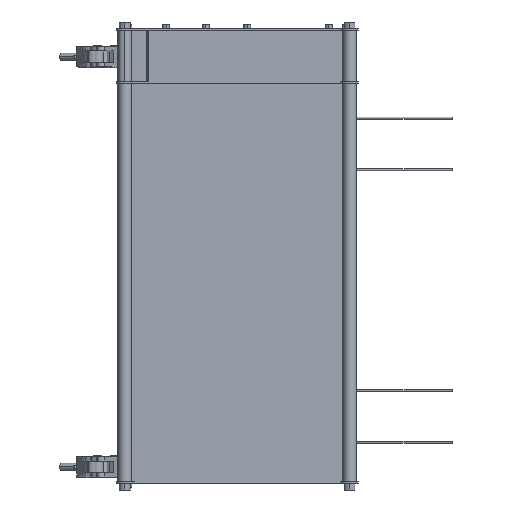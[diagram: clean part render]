
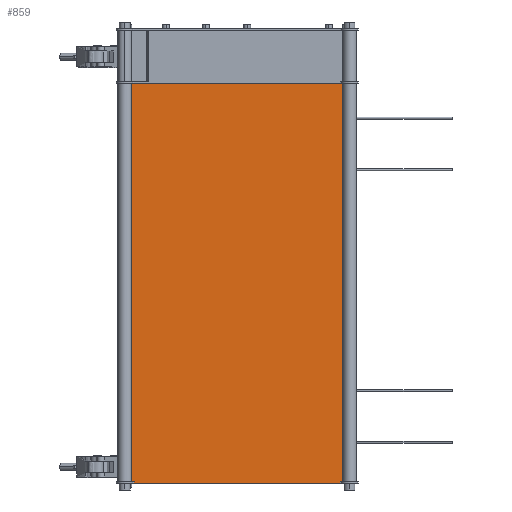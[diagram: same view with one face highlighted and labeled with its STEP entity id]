
A CAD part, left-side view. The second image highlights one B-rep face of the part: STEP entity #859.
In plain terms, the highlighted planar face has unit normal (-1, 0, 0).
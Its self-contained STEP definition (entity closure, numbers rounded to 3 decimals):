
#329 = CARTESIAN_POINT ( 'NONE',  ( -97.185, 250.431, -557.877 ) ) ;
#859 = ADVANCED_FACE ( 'NONE', ( #12811 ), #12500, .F. ) ;
#997 = VERTEX_POINT ( 'NONE', #5471 ) ;
#1054 = VECTOR ( 'NONE', #15617, 1000. ) ;
#1549 = LINE ( 'NONE', #8097, #1054 ) ;
#1727 = DIRECTION ( 'NONE',  ( 0., 0., 1. ) ) ;
#2166 = DIRECTION ( 'NONE',  ( 1., 0., 0. ) ) ;
#2252 = DIRECTION ( 'NONE',  ( 0., 1., 0. ) ) ;
#2258 = ORIENTED_EDGE ( 'NONE', *, *, #10275, .F. ) ;
#2351 = CARTESIAN_POINT ( 'NONE',  ( -97.185, 254.516, -555.877 ) ) ;
#2414 = DIRECTION ( 'NONE',  ( 0., 0., 1. ) ) ;
#2660 = LINE ( 'NONE', #5231, #10642 ) ;
#2823 = VERTEX_POINT ( 'NONE', #16343 ) ;
#3067 = VECTOR ( 'NONE', #17135, 1000. ) ;
#3417 = VECTOR ( 'NONE', #15378, 1000. ) ;
#3654 = ORIENTED_EDGE ( 'NONE', *, *, #14356, .T. ) ;
#3758 = CARTESIAN_POINT ( 'NONE',  ( -97.185, 250.431, -557.877 ) ) ;
#4302 = LINE ( 'NONE', #11871, #15790 ) ;
#4666 = ORIENTED_EDGE ( 'NONE', *, *, #8358, .T. ) ;
#4757 = CARTESIAN_POINT ( 'NONE',  ( -97.185, 254.516, -555.877 ) ) ;
#4984 = ORIENTED_EDGE ( 'NONE', *, *, #11897, .F. ) ;
#5220 = VERTEX_POINT ( 'NONE', #15255 ) ;
#5231 = CARTESIAN_POINT ( 'NONE',  ( -97.185, -52.169, -555.877 ) ) ;
#5443 = CARTESIAN_POINT ( 'NONE',  ( -97.185, -52.169, -555.877 ) ) ;
#5471 = CARTESIAN_POINT ( 'NONE',  ( -97.185, -52.169, -555.877 ) ) ;
#5627 = LINE ( 'NONE', #3758, #3067 ) ;
#5636 = VERTEX_POINT ( 'NONE', #329 ) ;
#5986 = CARTESIAN_POINT ( 'NONE',  ( -97.185, 250.431, -555.877 ) ) ;
#6391 = VECTOR ( 'NONE', #2414, 1000. ) ;
#6750 = LINE ( 'NONE', #5443, #8401 ) ;
#7150 = DIRECTION ( 'NONE',  ( 0., 1., 0. ) ) ;
#7283 = ORIENTED_EDGE ( 'NONE', *, *, #9226, .F. ) ;
#7323 = LINE ( 'NONE', #9472, #6391 ) ;
#7391 = VERTEX_POINT ( 'NONE', #5986 ) ;
#7423 = DIRECTION ( 'NONE',  ( 0., 1., 0. ) ) ;
#8097 = CARTESIAN_POINT ( 'NONE',  ( -97.185, -56.255, -555.877 ) ) ;
#8358 = EDGE_CURVE ( 'NONE', #14064, #997, #15335, .T. ) ;
#8401 = VECTOR ( 'NONE', #7150, 1000. ) ;
#9226 = EDGE_CURVE ( 'NONE', #5636, #7391, #7323, .T. ) ;
#9472 = CARTESIAN_POINT ( 'NONE',  ( -97.185, 250.431, -557.877 ) ) ;
#9739 = VECTOR ( 'NONE', #1727, 1000. ) ;
#10275 = EDGE_CURVE ( 'NONE', #13924, #5220, #18380, .T. ) ;
#10467 = CARTESIAN_POINT ( 'NONE',  ( -97.185, -52.169, -557.877 ) ) ;
#10642 = VECTOR ( 'NONE', #2252, 1000. ) ;
#11127 = CARTESIAN_POINT ( 'NONE',  ( -97.185, 250.431, -555.877 ) ) ;
#11871 = CARTESIAN_POINT ( 'NONE',  ( -97.185, 250.431, 29.123 ) ) ;
#11897 = EDGE_CURVE ( 'NONE', #14064, #5636, #5627, .T. ) ;
#11980 = CARTESIAN_POINT ( 'NONE',  ( -97.185, -52.169, -557.877 ) ) ;
#12500 = PLANE ( 'NONE',  #13748 ) ;
#12642 = CARTESIAN_POINT ( 'NONE',  ( -97.185, -56.255, -555.877 ) ) ;
#12811 = FACE_OUTER_BOUND ( 'NONE', #16959, .T. ) ;
#13748 = AXIS2_PLACEMENT_3D ( 'NONE', #11127, #2166, #18556 ) ;
#13845 = VERTEX_POINT ( 'NONE', #12642 ) ;
#13924 = VERTEX_POINT ( 'NONE', #2351 ) ;
#14064 = VERTEX_POINT ( 'NONE', #10467 ) ;
#14356 = EDGE_CURVE ( 'NONE', #2823, #5220, #4302, .T. ) ;
#14377 = ORIENTED_EDGE ( 'NONE', *, *, #18345, .T. ) ;
#14562 = EDGE_CURVE ( 'NONE', #7391, #13924, #2660, .T. ) ;
#15255 = CARTESIAN_POINT ( 'NONE',  ( -97.185, 254.516, 29.123 ) ) ;
#15335 = LINE ( 'NONE', #11980, #9739 ) ;
#15378 = DIRECTION ( 'NONE',  ( 0., 0., 1. ) ) ;
#15617 = DIRECTION ( 'NONE',  ( 0., 0., 1. ) ) ;
#15790 = VECTOR ( 'NONE', #7423, 1000. ) ;
#16343 = CARTESIAN_POINT ( 'NONE',  ( -97.185, -56.255, 29.123 ) ) ;
#16936 = ORIENTED_EDGE ( 'NONE', *, *, #17686, .F. ) ;
#16959 = EDGE_LOOP ( 'NONE', ( #3654, #2258, #17034, #7283, #4984, #4666, #16936, #14377 ) ) ;
#17034 = ORIENTED_EDGE ( 'NONE', *, *, #14562, .F. ) ;
#17135 = DIRECTION ( 'NONE',  ( 0., 1., 0. ) ) ;
#17686 = EDGE_CURVE ( 'NONE', #13845, #997, #6750, .T. ) ;
#18345 = EDGE_CURVE ( 'NONE', #13845, #2823, #1549, .T. ) ;
#18380 = LINE ( 'NONE', #4757, #3417 ) ;
#18556 = DIRECTION ( 'NONE',  ( 0., 0., -1. ) ) ;
